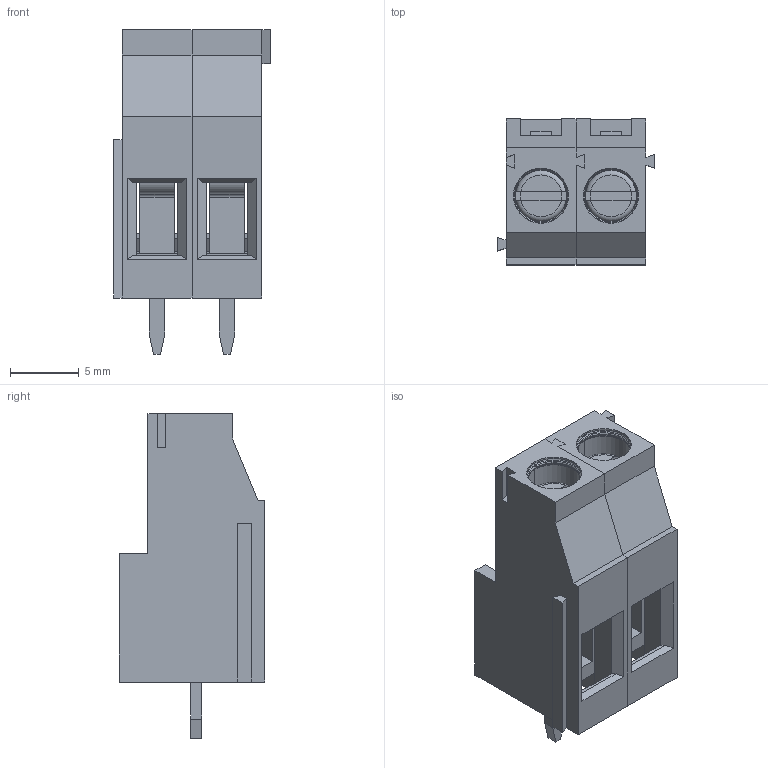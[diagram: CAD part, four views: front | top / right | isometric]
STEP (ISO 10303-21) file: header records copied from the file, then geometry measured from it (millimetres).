
FILE_DESCRIPTION (( 'STEP AP214' ), '1' );
FILE_NAME ('CONN-TH_DB129VG-5.08-2P-GN-S.STEP', '2024-08-22T12:15:20', ( '' ), ( '' ), 'SwSTEP 2.0', 'SolidWorks 2020', '' );
FILE_SCHEMA (( 'AUTOMOTIVE_DESIGN' ));
Length unit declared in the file: millimetre
Products named in the file (1): CONN-TH_DB129VG-5.08-2P-GN-S
Bounding box: 11.36 x 10.6 x 23.6 mm (x, y, z)
Volume: 1009.9 mm3; surface area: 3126.9 mm2
Topology: 6 solids, 6 shells, 560 faces, 1515 edges, 994 vertices
Faces by surface type: plane 378, bspline 98, cylinder 44, torus 28, cone 12
Entity records: 24214 total; most frequent: CARTESIAN_POINT 4416, ORIENTED_EDGE 3030, DIRECTION 2385, EDGE_CURVE 1515, LINE 1155, VECTOR 1155, VERTEX_POINT 994, AXIS2_PLACEMENT_3D 615
